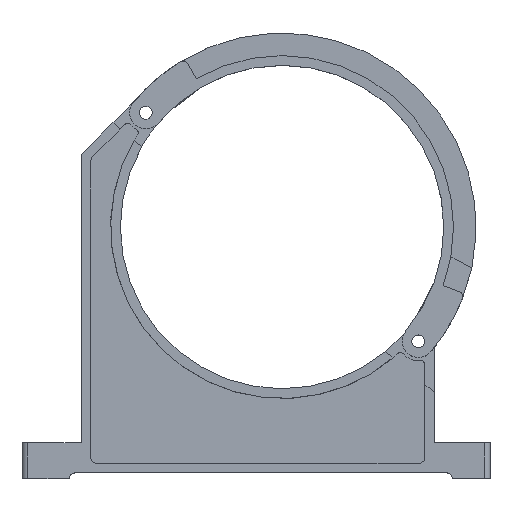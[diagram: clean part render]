
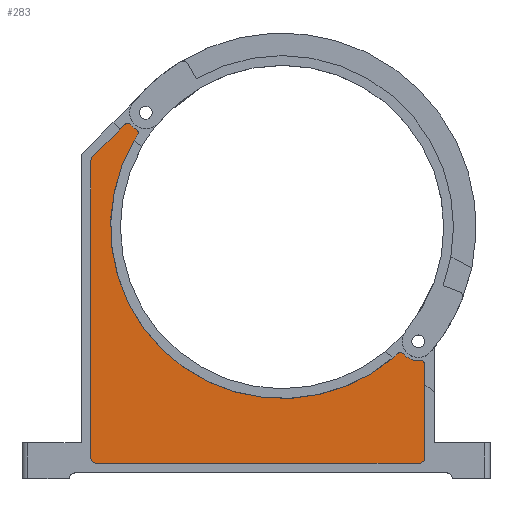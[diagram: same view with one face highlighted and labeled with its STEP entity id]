
A CAD part, top view. The second image highlights one B-rep face of the part: STEP entity #283.
In plain terms, the highlighted planar face has unit normal (0, 0, 1).
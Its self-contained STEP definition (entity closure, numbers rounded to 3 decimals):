
#283 = ADVANCED_FACE( '', ( #598 ), #599, .T. );
#598 = FACE_OUTER_BOUND( '', #932, .T. );
#599 = PLANE( '', #933 );
#932 = EDGE_LOOP( '', ( #1741, #1742, #1743, #1744, #1745, #1746, #1747, #1748, #1749, #1750, #1751, #1752, #1753, #1754 ) );
#933 = AXIS2_PLACEMENT_3D( '', #1755, #1756, #1757 );
#1741 = ORIENTED_EDGE( '', *, *, #2373, .T. );
#1742 = ORIENTED_EDGE( '', *, *, #2276, .T. );
#1743 = ORIENTED_EDGE( '', *, *, #2083, .T. );
#1744 = ORIENTED_EDGE( '', *, *, #2311, .T. );
#1745 = ORIENTED_EDGE( '', *, *, #2316, .T. );
#1746 = ORIENTED_EDGE( '', *, *, #2222, .T. );
#1747 = ORIENTED_EDGE( '', *, *, #2195, .T. );
#1748 = ORIENTED_EDGE( '', *, *, #2376, .F. );
#1749 = ORIENTED_EDGE( '', *, *, #2142, .T. );
#1750 = ORIENTED_EDGE( '', *, *, #2308, .F. );
#1751 = ORIENTED_EDGE( '', *, *, #2377, .T. );
#1752 = ORIENTED_EDGE( '', *, *, #2378, .F. );
#1753 = ORIENTED_EDGE( '', *, *, #2053, .T. );
#1754 = ORIENTED_EDGE( '', *, *, #2242, .T. );
#1755 = CARTESIAN_POINT( '', ( -129.075, 45.975, 4. ) );
#1756 = DIRECTION( '', ( 0., 0., 1. ) );
#1757 = DIRECTION( '', ( 1., 0., 0. ) );
#2053 = EDGE_CURVE( '', #2475, #2473, #2476, .T. );
#2083 = EDGE_CURVE( '', #2529, #2527, #2530, .T. );
#2142 = EDGE_CURVE( '', #2628, #2626, #2629, .T. );
#2195 = EDGE_CURVE( '', #2718, #2716, #2719, .T. );
#2222 = EDGE_CURVE( '', #2760, #2718, #2761, .T. );
#2242 = EDGE_CURVE( '', #2473, #2787, #2789, .T. );
#2276 = EDGE_CURVE( '', #2840, #2529, #2841, .T. );
#2308 = EDGE_CURVE( '', #2883, #2626, #2885, .T. );
#2311 = EDGE_CURVE( '', #2527, #2888, #2890, .T. );
#2316 = EDGE_CURVE( '', #2888, #2760, #2895, .T. );
#2373 = EDGE_CURVE( '', #2787, #2840, #2962, .T. );
#2376 = EDGE_CURVE( '', #2628, #2716, #2965, .T. );
#2377 = EDGE_CURVE( '', #2883, #2966, #2967, .T. );
#2378 = EDGE_CURVE( '', #2475, #2966, #2968, .T. );
#2473 = VERTEX_POINT( '', #3079 );
#2475 = VERTEX_POINT( '', #3082 );
#2476 = CIRCLE( '', #3083, 2.667 );
#2527 = VERTEX_POINT( '', #3147 );
#2529 = VERTEX_POINT( '', #3150 );
#2530 = CIRCLE( '', #3151, 4. );
#2626 = VERTEX_POINT( '', #3276 );
#2628 = VERTEX_POINT( '', #3279 );
#2629 = CIRCLE( '', #3280, 2.667 );
#2716 = VERTEX_POINT( '', #3395 );
#2718 = VERTEX_POINT( '', #3398 );
#2719 = CIRCLE( '', #3399, 2.667 );
#2760 = VERTEX_POINT( '', #3450 );
#2761 = LINE( '', #3451, #3452 );
#2787 = VERTEX_POINT( '', #3486 );
#2789 = LINE( '', #3489, #3490 );
#2840 = VERTEX_POINT( '', #3561 );
#2841 = LINE( '', #3562, #3563 );
#2883 = VERTEX_POINT( '', #3615 );
#2885 = CIRCLE( '', #3618, 119.25 );
#2888 = VERTEX_POINT( '', #3621 );
#2890 = LINE( '', #3624, #3625 );
#2895 = CIRCLE( '', #3631, 4. );
#2962 = CIRCLE( '', #3716, 4. );
#2965 = CIRCLE( '', #3719, 13.5 );
#2966 = VERTEX_POINT( '', #3720 );
#2967 = CIRCLE( '', #3721, 2.667 );
#2968 = CIRCLE( '', #3722, 13.5 );
#3079 = CARTESIAN_POINT( '', ( -109.338, 71.369, 4. ) );
#3082 = CARTESIAN_POINT( '', ( -105.365, 71.143, 4. ) );
#3083 = AXIS2_PLACEMENT_3D( '', #3825, #3826, #3827 );
#3147 = CARTESIAN_POINT( '', ( -129.075, -164.25, 4. ) );
#3150 = CARTESIAN_POINT( '', ( -133.075, -160.25, 4. ) );
#3151 = AXIS2_PLACEMENT_3D( '', #3869, #3870, #3871 );
#3276 = CARTESIAN_POINT( '', ( 80.567, -87.917, 4. ) );
#3279 = CARTESIAN_POINT( '', ( 84.419, -88.178, 4. ) );
#3280 = AXIS2_PLACEMENT_3D( '', #3956, #3957, #3958 );
#3395 = CARTESIAN_POINT( '', ( 96.329, -92.958, 4. ) );
#3398 = CARTESIAN_POINT( '', ( 99.298, -95.607, 4. ) );
#3399 = AXIS2_PLACEMENT_3D( '', #4027, #4028, #4029 );
#3450 = CARTESIAN_POINT( '', ( 99.298, -160.25, 4. ) );
#3451 = CARTESIAN_POINT( '', ( 99.298, -160.25, 4. ) );
#3452 = VECTOR( '', #4079, 1000. );
#3486 = CARTESIAN_POINT( '', ( -131.903, 48.804, 4. ) );
#3489 = CARTESIAN_POINT( '', ( -109.338, 71.369, 4. ) );
#3490 = VECTOR( '', #4104, 1000. );
#3561 = CARTESIAN_POINT( '', ( -133.075, 45.975, 4. ) );
#3562 = CARTESIAN_POINT( '', ( -133.075, 45.975, 4. ) );
#3563 = VECTOR( '', #4146, 1000. );
#3615 = CARTESIAN_POINT( '', ( -100.572, 64.077, 4. ) );
#3618 = AXIS2_PLACEMENT_3D( '', #4194, #4195, #4196 );
#3621 = CARTESIAN_POINT( '', ( 95.298, -164.25, 4. ) );
#3624 = CARTESIAN_POINT( '', ( -129.075, -164.25, 4. ) );
#3625 = VECTOR( '', #4198, 1000. );
#3631 = AXIS2_PLACEMENT_3D( '', #4203, #4204, #4205 );
#3716 = AXIS2_PLACEMENT_3D( '', #4275, #4276, #4277 );
#3719 = AXIS2_PLACEMENT_3D( '', #4281, #4282, #4283 );
#3720 = CARTESIAN_POINT( '', ( -101.498, 67.825, 4. ) );
#3721 = AXIS2_PLACEMENT_3D( '', #4284, #4285, #4286 );
#3722 = AXIS2_PLACEMENT_3D( '', #4287, #4288, #4289 );
#3825 = CARTESIAN_POINT( '', ( -107.452, 69.484, 4. ) );
#3826 = DIRECTION( '', ( 0., 0., 1. ) );
#3827 = DIRECTION( '', ( 1., 0., 0. ) );
#3869 = CARTESIAN_POINT( '', ( -129.075, -160.25, 4. ) );
#3870 = DIRECTION( '', ( 0., 0., 1. ) );
#3871 = DIRECTION( '', ( 1., 0., 0. ) );
#3956 = CARTESIAN_POINT( '', ( 82.369, -89.883, 4. ) );
#3957 = DIRECTION( '', ( 0., 0., 1. ) );
#3958 = DIRECTION( '', ( 1., 0., 0. ) );
#4027 = CARTESIAN_POINT( '', ( 96.631, -95.607, 4. ) );
#4028 = DIRECTION( '', ( 0., 0., 1. ) );
#4029 = DIRECTION( '', ( 1., 0., 0. ) );
#4079 = DIRECTION( '', ( 0., 1., 0. ) );
#4104 = DIRECTION( '', ( -0.707, -0.707, 0. ) );
#4146 = DIRECTION( '', ( 0., -1., 0. ) );
#4194 = CARTESIAN_POINT( '', ( 0., 0., 4. ) );
#4195 = DIRECTION( '', ( 0., 0., 1. ) );
#4196 = DIRECTION( '', ( 1., 0., 0. ) );
#4198 = DIRECTION( '', ( 1., 0., 0. ) );
#4203 = CARTESIAN_POINT( '', ( 95.298, -160.25, 4. ) );
#4204 = DIRECTION( '', ( 0., 0., 1. ) );
#4205 = DIRECTION( '', ( 1., 0., 0. ) );
#4275 = CARTESIAN_POINT( '', ( -129.075, 45.975, 4. ) );
#4276 = DIRECTION( '', ( 0., 0., 1. ) );
#4277 = DIRECTION( '', ( 1., 0., 0. ) );
#4281 = CARTESIAN_POINT( '', ( 94.798, -79.545, 4. ) );
#4282 = DIRECTION( '', ( 0., 0., 1. ) );
#4283 = DIRECTION( '', ( 1., 0., 0. ) );
#4284 = CARTESIAN_POINT( '', ( -102.821, 65.51, 4. ) );
#4285 = DIRECTION( '', ( 0., 0., 1. ) );
#4286 = DIRECTION( '', ( 1., 0., 0. ) );
#4287 = CARTESIAN_POINT( '', ( -94.798, 79.545, 4. ) );
#4288 = DIRECTION( '', ( 0., 0., 1. ) );
#4289 = DIRECTION( '', ( 1., 0., 0. ) );
